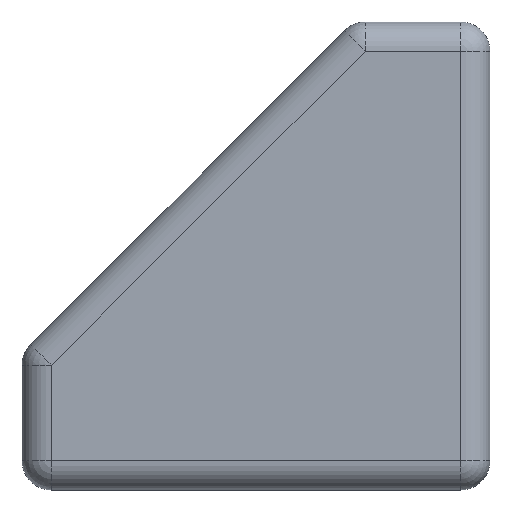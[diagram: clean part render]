
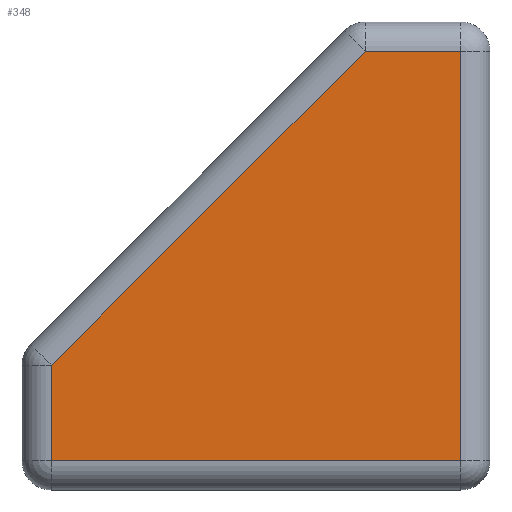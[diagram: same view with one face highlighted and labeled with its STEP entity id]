
A CAD part, top view. The second image highlights one B-rep face of the part: STEP entity #348.
In plain terms, the highlighted planar face has unit normal (0, 0, 1).
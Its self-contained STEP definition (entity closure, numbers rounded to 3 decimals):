
#17=PLANE('',#407);
#41=FACE_OUTER_BOUND('',#63,.T.);
#63=EDGE_LOOP('',(#265,#266,#267,#268,#269));
#70=LINE('',#534,#95);
#72=LINE('',#542,#97);
#74=LINE('',#550,#99);
#76=LINE('',#560,#101);
#78=LINE('',#571,#103);
#95=VECTOR('',#423,35.);
#97=VECTOR('',#431,8.164);
#99=VECTOR('',#439,37.951);
#101=VECTOR('',#451,8.164);
#103=VECTOR('',#467,35.);
#141=VERTEX_POINT('',#531);
#142=VERTEX_POINT('',#533);
#145=VERTEX_POINT('',#541);
#148=VERTEX_POINT('',#549);
#151=VERTEX_POINT('',#559);
#166=EDGE_CURVE('',#141,#142,#70,.T.);
#170=EDGE_CURVE('',#142,#145,#72,.T.);
#174=EDGE_CURVE('',#145,#148,#74,.T.);
#179=EDGE_CURVE('',#148,#151,#76,.T.);
#185=EDGE_CURVE('',#151,#141,#78,.T.);
#265=ORIENTED_EDGE('',*,*,#166,.F.);
#266=ORIENTED_EDGE('',*,*,#185,.F.);
#267=ORIENTED_EDGE('',*,*,#179,.F.);
#268=ORIENTED_EDGE('',*,*,#174,.F.);
#269=ORIENTED_EDGE('',*,*,#170,.F.);
#348=ADVANCED_FACE('',(#41),#17,.T.);
#407=AXIS2_PLACEMENT_3D('',#601,#502,#503);
#423=DIRECTION('',(-1.,0.,0.));
#431=DIRECTION('',(0.,1.,0.));
#439=DIRECTION('',(0.707,0.707,0.));
#451=DIRECTION('',(1.,0.,0.));
#467=DIRECTION('',(0.,-1.,0.));
#502=DIRECTION('center_axis',(0.,0.,1.));
#503=DIRECTION('ref_axis',(1.,0.,0.));
#531=CARTESIAN_POINT('',(35.,2.5,4.));
#533=CARTESIAN_POINT('',(0.,2.5,4.));
#534=CARTESIAN_POINT('',(35.,2.5,4.));
#541=CARTESIAN_POINT('',(0.,10.664,4.));
#542=CARTESIAN_POINT('',(0.,2.5,4.));
#549=CARTESIAN_POINT('',(26.836,37.5,4.));
#550=CARTESIAN_POINT('',(0.,10.664,4.));
#559=CARTESIAN_POINT('',(35.,37.5,4.));
#560=CARTESIAN_POINT('',(26.836,37.5,4.));
#571=CARTESIAN_POINT('',(35.,37.5,4.));
#601=CARTESIAN_POINT('Origin',(20.906,16.594,4.));
